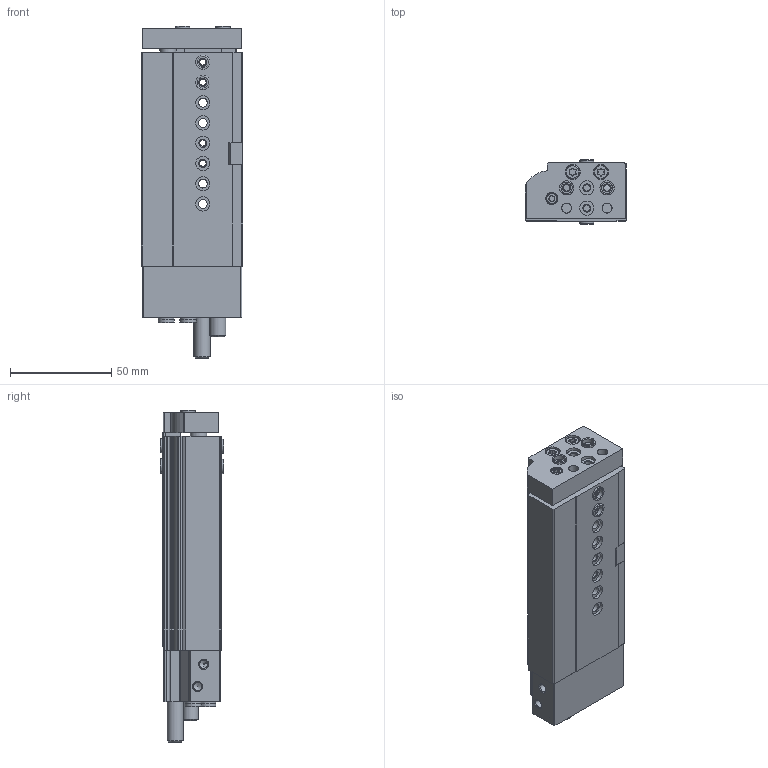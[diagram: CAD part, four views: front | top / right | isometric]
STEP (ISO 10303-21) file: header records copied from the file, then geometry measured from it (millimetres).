
FILE_DESCRIPTION(/* description */ ('STEP AP214'),/* implementation_level */ '2;1');
FILE_NAME(/* name */ '543953_DGSL-10-50-P1A',/* time_stamp */ '2024-08-16T00:18:45+02:00',/* author */ ('License CC BY-ND 4.0'),/* organization */ ('CADENAS'),/* preprocessor_version */ 'ST-DEVELOPER v19.3',/* originating_system */ 'PARTsolutions',/* authorisation */ ' ');
FILE_SCHEMA (('AUTOMOTIVE_DESIGN {1 0 10303 214 3 1 1}'));
Length unit declared in the file: millimetre
Products named in the file (7): 543953 DGSL-10-50-P1A---(0); DGSL-10---(50-0-0-20-zr); 548373 DYEF-M8-Y1F_P; 174308 B-M5-B; 686785 DGSL-10-AS; DGSL-10---(50-0-JP); 8146544 ZBH-7-B
Assembly tree (13 placements, depth 2):
  543953 DGSL-10-50-P1A---(0)
    DGSL-10---(50-0-0-20-zr)
    548373 DYEF-M8-Y1F_P  x2
    174308 B-M5-B  x2
    686785 DGSL-10-AS
    DGSL-10---(50-0-JP)
    8146544 ZBH-7-B  x6
Bounding box: 50 x 31.6 x 164 mm (x, y, z)
Volume: 154535.6 mm3; surface area: 58817.4 mm2
Topology: 13 solids, 13 shells, 657 faces, 1626 edges, 1060 vertices
Faces by surface type: plane 299, cylinder 272, cone 62, torus 24
Full cylindrical faces by diameter (mm): 2.459 x1, 3.242 x13, 4 x1, 4.134 x4, 4.3 x4, 4.459 x2, 4.8 x2, 5 x4, 5.5 x4, 6 x6, 6.917 x2, 7 x21, 7.2 x2, 7.5 x3, 8 x11, 8.08 x2, 8.2 x4, 12 x2
Entity records: 17176 total; most frequent: DIRECTION 3006, CARTESIAN_POINT 2991, ORIENTED_EDGE 2578, EDGE_CURVE 1289, AXIS2_PLACEMENT_3D 1170, VERTEX_POINT 934, FACE_BOUND 841, EDGE_LOOP 834
